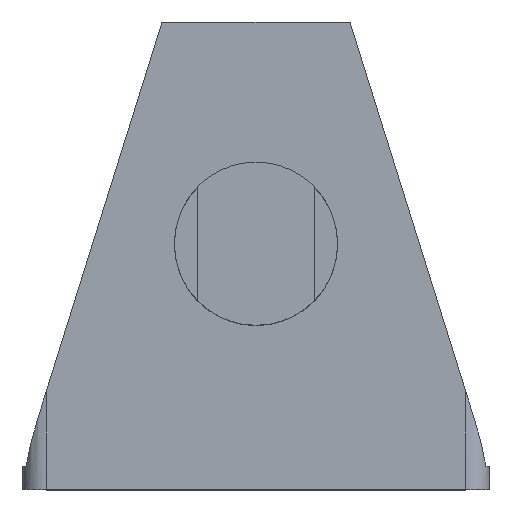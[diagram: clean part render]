
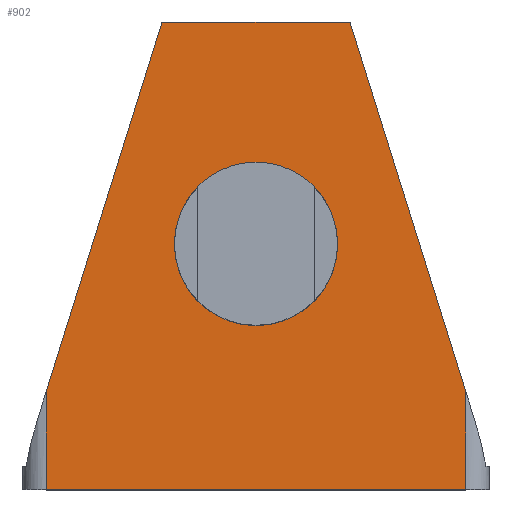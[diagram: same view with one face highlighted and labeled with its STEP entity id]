
A CAD part, top view. The second image highlights one B-rep face of the part: STEP entity #902.
In plain terms, the highlighted face is planar.
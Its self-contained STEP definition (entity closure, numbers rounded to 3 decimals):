
#4 = AXIS2_PLACEMENT_3D ( 'NONE', #1069, #64, #706 ) ;
#45 = VERTEX_POINT ( 'NONE', #926 ) ;
#54 = VECTOR ( 'NONE', #745, 1000. ) ;
#64 = DIRECTION ( 'NONE',  ( -1., 0., 0. ) ) ;
#66 = EDGE_CURVE ( 'NONE', #1019, #332, #505, .T. ) ;
#73 = ORIENTED_EDGE ( 'NONE', *, *, #611, .T. ) ;
#134 = LINE ( 'NONE', #707, #246 ) ;
#145 = VECTOR ( 'NONE', #894, 1000. ) ;
#149 = LINE ( 'NONE', #458, #54 ) ;
#191 = ORIENTED_EDGE ( 'NONE', *, *, #66, .T. ) ;
#197 = LINE ( 'NONE', #699, #145 ) ;
#200 = DIRECTION ( 'NONE',  ( 0., -1., 0. ) ) ;
#246 = VECTOR ( 'NONE', #1094, 1000. ) ;
#283 = EDGE_CURVE ( 'NONE', #619, #654, #983, .T. ) ;
#332 = VERTEX_POINT ( 'NONE', #1060 ) ;
#353 = CARTESIAN_POINT ( 'NONE',  ( 27.4, -2., 2. ) ) ;
#355 = FACE_OUTER_BOUND ( 'NONE', #748, .T. ) ;
#410 = ORIENTED_EDGE ( 'NONE', *, *, #991, .F. ) ;
#441 = ORIENTED_EDGE ( 'NONE', *, *, #789, .T. ) ;
#458 = CARTESIAN_POINT ( 'NONE',  ( 27.4, 38.1, 2. ) ) ;
#470 = CARTESIAN_POINT ( 'NONE',  ( 27.4, 6.386, 2. ) ) ;
#493 = CARTESIAN_POINT ( 'NONE',  ( 27.4, 19.05, 12.999 ) ) ;
#499 = CARTESIAN_POINT ( 'NONE',  ( 27.4, -2., 40. ) ) ;
#505 = CIRCLE ( 'NONE', #691, 7.001 ) ;
#510 = VERTEX_POINT ( 'NONE', #1077 ) ;
#540 = CARTESIAN_POINT ( 'NONE',  ( 27.4, 38.1, 40. ) ) ;
#553 = EDGE_CURVE ( 'NONE', #510, #45, #134, .T. ) ;
#581 = CIRCLE ( 'NONE', #4, 7.001 ) ;
#606 = ORIENTED_EDGE ( 'NONE', *, *, #283, .T. ) ;
#607 = ORIENTED_EDGE ( 'NONE', *, *, #553, .T. ) ;
#611 = EDGE_CURVE ( 'NONE', #45, #619, #910, .T. ) ;
#619 = VERTEX_POINT ( 'NONE', #633 ) ;
#633 = CARTESIAN_POINT ( 'NONE',  ( 27.4, -2., 38. ) ) ;
#654 = VERTEX_POINT ( 'NONE', #353 ) ;
#655 = CARTESIAN_POINT ( 'NONE',  ( 27.4, 19.05, 20. ) ) ;
#663 = DIRECTION ( 'NONE',  ( 0., -1., 0. ) ) ;
#691 = AXIS2_PLACEMENT_3D ( 'NONE', #655, #935, #663 ) ;
#692 = CARTESIAN_POINT ( 'NONE',  ( 27.4, 38.1, 40. ) ) ;
#699 = CARTESIAN_POINT ( 'NONE',  ( 27.4, 46.105, 14.438 ) ) ;
#706 = DIRECTION ( 'NONE',  ( 0., -1., 0. ) ) ;
#707 = CARTESIAN_POINT ( 'NONE',  ( 27.4, 34.697, 29.134 ) ) ;
#716 = VERTEX_POINT ( 'NONE', #905 ) ;
#725 = DIRECTION ( 'NONE',  ( 0., -1., 0. ) ) ;
#743 = FACE_BOUND ( 'NONE', #842, .T. ) ;
#745 = DIRECTION ( 'NONE',  ( 0., 1., 0. ) ) ;
#748 = EDGE_LOOP ( 'NONE', ( #607, #73, #606, #441, #814, #410 ) ) ;
#749 = VECTOR ( 'NONE', #725, 1000. ) ;
#784 = VECTOR ( 'NONE', #957, 1000. ) ;
#789 = EDGE_CURVE ( 'NONE', #654, #882, #149, .T. ) ;
#814 = ORIENTED_EDGE ( 'NONE', *, *, #1149, .T. ) ;
#842 = EDGE_LOOP ( 'NONE', ( #1014, #191 ) ) ;
#882 = VERTEX_POINT ( 'NONE', #470 ) ;
#894 = DIRECTION ( 'NONE',  ( 0., 0.954, 0.299 ) ) ;
#902 = ADVANCED_FACE ( 'NONE', ( #743, #355 ), #943, .F. ) ;
#905 = CARTESIAN_POINT ( 'NONE',  ( 27.4, 38.1, 11.932 ) ) ;
#910 = LINE ( 'NONE', #918, #749 ) ;
#918 = CARTESIAN_POINT ( 'NONE',  ( 27.4, -2., 38. ) ) ;
#926 = CARTESIAN_POINT ( 'NONE',  ( 27.4, 6.386, 38. ) ) ;
#935 = DIRECTION ( 'NONE',  ( -1., 0., 0. ) ) ;
#943 = PLANE ( 'NONE',  #1057 ) ;
#957 = DIRECTION ( 'NONE',  ( 0., 0., -1. ) ) ;
#983 = LINE ( 'NONE', #499, #1025 ) ;
#991 = EDGE_CURVE ( 'NONE', #510, #716, #1066, .T. ) ;
#1014 = ORIENTED_EDGE ( 'NONE', *, *, #1099, .T. ) ;
#1019 = VERTEX_POINT ( 'NONE', #493 ) ;
#1025 = VECTOR ( 'NONE', #1150, 1000. ) ;
#1045 = DIRECTION ( 'NONE',  ( -1., 0., 0. ) ) ;
#1057 = AXIS2_PLACEMENT_3D ( 'NONE', #540, #1045, #200 ) ;
#1060 = CARTESIAN_POINT ( 'NONE',  ( 27.4, 19.05, 27.001 ) ) ;
#1066 = LINE ( 'NONE', #692, #784 ) ;
#1069 = CARTESIAN_POINT ( 'NONE',  ( 27.4, 19.05, 20. ) ) ;
#1077 = CARTESIAN_POINT ( 'NONE',  ( 27.4, 38.1, 28.068 ) ) ;
#1094 = DIRECTION ( 'NONE',  ( 0., -0.954, 0.299 ) ) ;
#1099 = EDGE_CURVE ( 'NONE', #332, #1019, #581, .T. ) ;
#1149 = EDGE_CURVE ( 'NONE', #882, #716, #197, .T. ) ;
#1150 = DIRECTION ( 'NONE',  ( 0., 0., -1. ) ) ;
